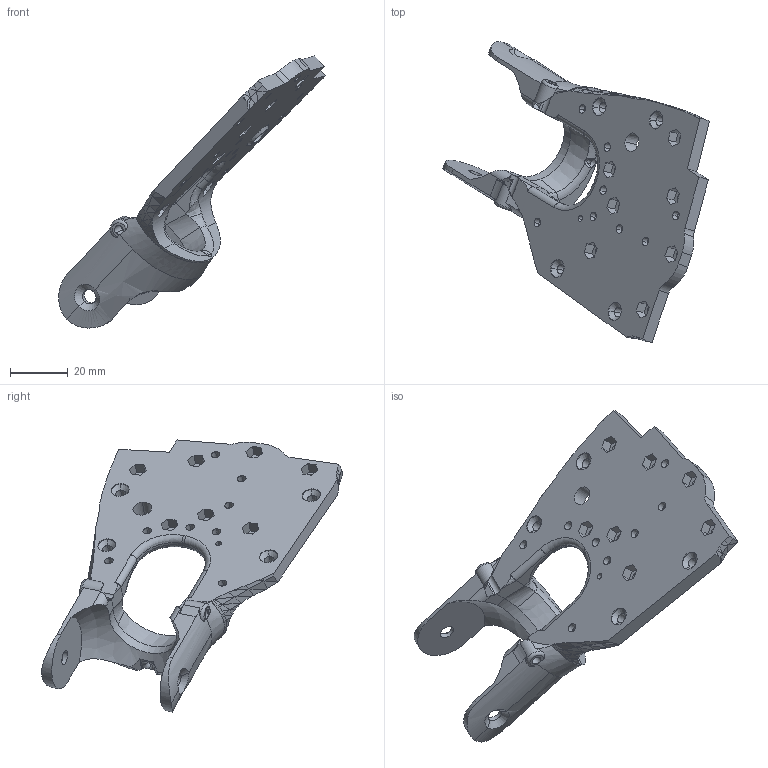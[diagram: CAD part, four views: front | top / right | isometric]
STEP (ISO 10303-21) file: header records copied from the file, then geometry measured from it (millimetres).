
FILE_DESCRIPTION((''),'2;1');
FILE_NAME('OBMP-FDH-1751','2023-10-12T13:28:13',('ccha425'),('Department of Mechanical Engineering, The University of Auckland'),'CREO PARAMETRIC BY PTC INC, 2017260','CREO PARAMETRIC BY PTC INC, 2017260','');
FILE_SCHEMA(('CONFIG_CONTROL_DESIGN'));
Length unit declared in the file: millimetre
Products named in the file (1): OBMP-FDH-1751
Bounding box: 92.24 x 104.11 x 94.13 mm (x, y, z)
Volume: 36226.4 mm3; surface area: 18353.1 mm2
Topology: 1 solids, 1 shells, 459 faces, 1206 edges, 751 vertices
Faces by surface type: plane 254, cylinder 90, bspline 90, torus 12, cone 10, sphere 2, extrusion 1
Entity records: 18009 total; most frequent: CARTESIAN_POINT 7430, ORIENTED_EDGE 2412, DIRECTION 1780, EDGE_CURVE 1206, VERTEX_POINT 751, VECTOR 688, LINE 687, AXIS2_PLACEMENT_3D 546
